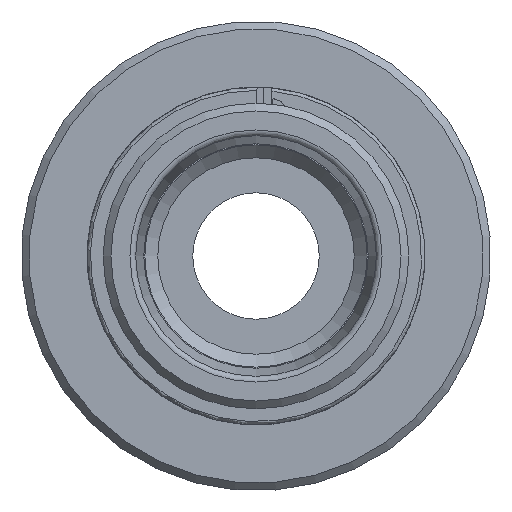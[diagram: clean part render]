
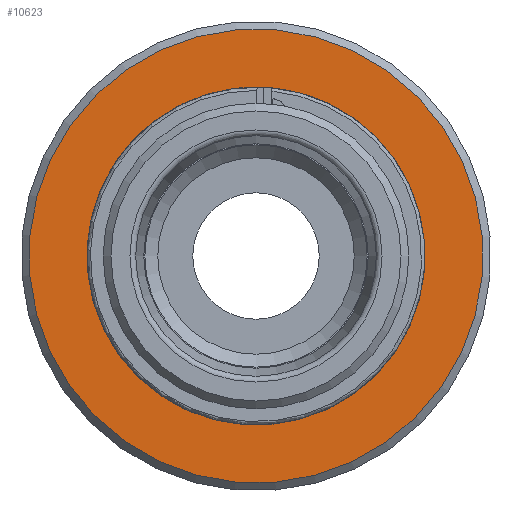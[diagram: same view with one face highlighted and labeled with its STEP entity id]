
A CAD part, left-side view. The second image highlights one B-rep face of the part: STEP entity #10623.
In plain terms, the highlighted planar face has unit normal (-1, 0, 0).
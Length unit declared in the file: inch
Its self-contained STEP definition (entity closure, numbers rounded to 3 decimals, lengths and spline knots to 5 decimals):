
#10559=CARTESIAN_POINT('',(0.,-0.405,0.));
#10560=VERTEX_POINT('',#10559);
#10561=CARTESIAN_POINT('',(0.,0.0,0.0));
#10562=DIRECTION('',(-1.0,0.0,0.0));
#10563=DIRECTION('',(0.0,1.0,0.0));
#10564=AXIS2_PLACEMENT_3D('',#10561,#10562,#10563);
#10565=CIRCLE('',#10564,0.405);
#10566=EDGE_CURVE('',#10560,#10560,#10565,.T.);
#10604=CARTESIAN_POINT('',(0.,0.3,0.0));
#10605=DIRECTION('',(-1.0,0.0,0.0));
#10606=DIRECTION('',(0.0,0.0,1.0));
#10607=AXIS2_PLACEMENT_3D('',#10604,#10605,#10606);
#10608=PLANE('',#10607);
#10609=CARTESIAN_POINT('',(0.,0.58,0.));
#10610=VERTEX_POINT('',#10609);
#10611=CARTESIAN_POINT('',(0.,0.0,0.0));
#10612=DIRECTION('',(1.0,0.0,0.0));
#10613=DIRECTION('',(0.0,-1.0,0.0));
#10614=AXIS2_PLACEMENT_3D('',#10611,#10612,#10613);
#10615=CIRCLE('',#10614,0.58);
#10616=EDGE_CURVE('',#10610,#10610,#10615,.T.);
#10617=ORIENTED_EDGE('',*,*,#10616,.F.);
#10618=EDGE_LOOP('',(#10617));
#10619=FACE_OUTER_BOUND('',#10618,.T.);
#10620=ORIENTED_EDGE('',*,*,#10566,.F.);
#10621=EDGE_LOOP('',(#10620));
#10622=FACE_BOUND('',#10621,.T.);
#10623=ADVANCED_FACE('',(#10619,#10622),#10608,.T.);
